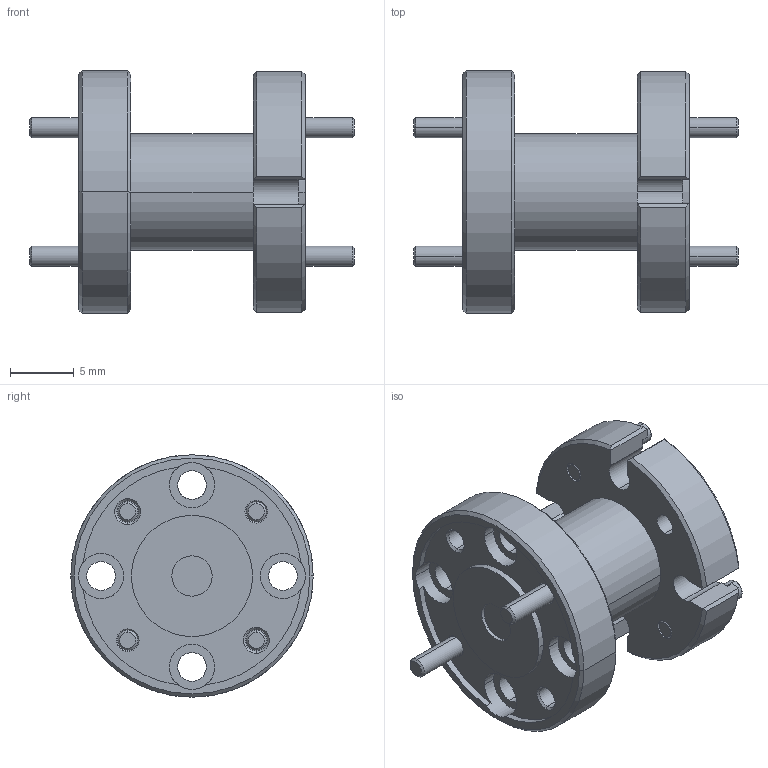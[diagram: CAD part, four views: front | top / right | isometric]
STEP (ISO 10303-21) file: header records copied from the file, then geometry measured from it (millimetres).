
FILE_DESCRIPTION (( 'STEP AP203' ), '1' );
FILE_NAME ('SWT-122125-SB-C-QC.STEP', '2021-06-02T17:44:56', ( '' ), ( '' ), 'SwSTEP 2.0', 'SolidWorks 2021', '' );
FILE_SCHEMA (( 'CONFIG_CONTROL_DESIGN' ));
Length unit declared in the file: inch
Products named in the file (1): SWT-122125-SB-C-QC
Bounding box: 25.53 x 19.05 x 19.05 mm (x, y, z)
Volume: 2597.5 mm3; surface area: 2223 mm2
Topology: 5 solids, 5 shells, 162 faces, 399 edges, 254 vertices
Faces by surface type: cylinder 69, cone 44, plane 41, bspline 8
Entity records: 5216 total; most frequent: CARTESIAN_POINT 1208, DIRECTION 851, ORIENTED_EDGE 798, EDGE_CURVE 399, AXIS2_PLACEMENT_3D 345, VERTEX_POINT 254, EDGE_LOOP 193, CIRCLE 190
